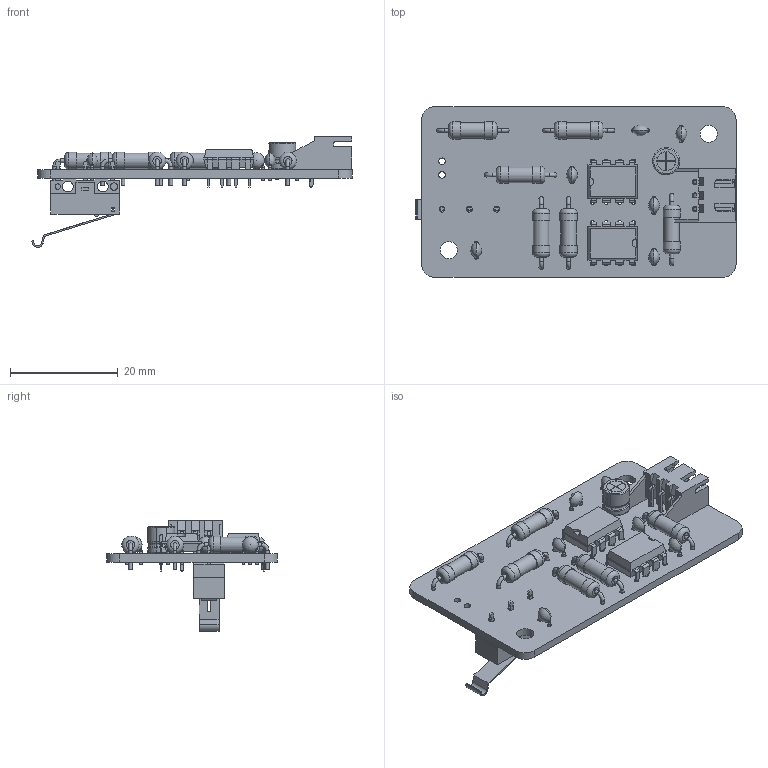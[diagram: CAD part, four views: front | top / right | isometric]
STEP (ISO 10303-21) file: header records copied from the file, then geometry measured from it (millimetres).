
FILE_DESCRIPTION(('KiCad electronic assembly'),'2;1');
FILE_NAME('rc-debouncer.step','2025-07-04T13:57:22',('Pcbnew'),('Kicad') ,'Open CASCADE STEP processor 7.9','KiCad to STEP converter','Unknown' );
FILE_SCHEMA(('AUTOMOTIVE_DESIGN { 1 0 10303 214 1 1 1 1 }'));
Length unit declared in the file: millimetre
Products named in the file (15): rc-debouncer 3; C_Disc_D3.0mm_W2.0mm_P2.50mm; R_Axial_DIN0309_L9.0mm_D3.2mm_P12.70mm_Horizontal; DIP-8_W7.62mm; JST_XH_S3B-XH-A-1_1x03_P2.50mm_Horizontal; CP_Radial_D5.0mm_P2.00mm; SW_XKB_DM1-16UP-1; Bottom001; Top001; Plunger001; Lever_16U001; Pin_NO005; Pin_C005; Pin_NC005; rc-debouncer_PCB
Assembly tree (25 placements, depth 3):
  rc-debouncer 3
    C_Disc_D3.0mm_W2.0mm_P2.50mm  x6
    R_Axial_DIN0309_L9.0mm_D3.2mm_P12.70mm_Horizontal  x6
    DIP-8_W7.62mm  x2
    JST_XH_S3B-XH-A-1_1x03_P2.50mm_Horizontal
    CP_Radial_D5.0mm_P2.00mm
    SW_XKB_DM1-16UP-1
      Bottom001
      Top001
      Plunger001
      Lever_16U001
      Pin_NO005
      Pin_C005
      Pin_NC005
    rc-debouncer_PCB
Bounding box: 59.44 x 31.75 x 20.58 mm (x, y, z)
Volume: 4191.1 mm3; surface area: 7451.2 mm2
Topology: 24 solids, 25 shells, 924 faces, 2363 edges, 1511 vertices
Faces by surface type: plane 613, cylinder 210, bspline 46, torus 26, revolution 17, sphere 12
Full cylindrical faces by diameter (mm): 0.5 x14, 0.7 x24, 0.8 x42, 0.95 x3, 1 x1, 1.1 x3, 1.2 x2, 1.4 x3, 2 x2, 2.88 x6, 3.2 x14
Entity records: 23638 total; most frequent: CARTESIAN_POINT 4713, ORIENTED_EDGE 3350, DIRECTION 3172, EDGE_CURVE 1675, LINE 1337, VECTOR 1337, VERTEX_POINT 1086, AXIS2_PLACEMENT_3D 914
